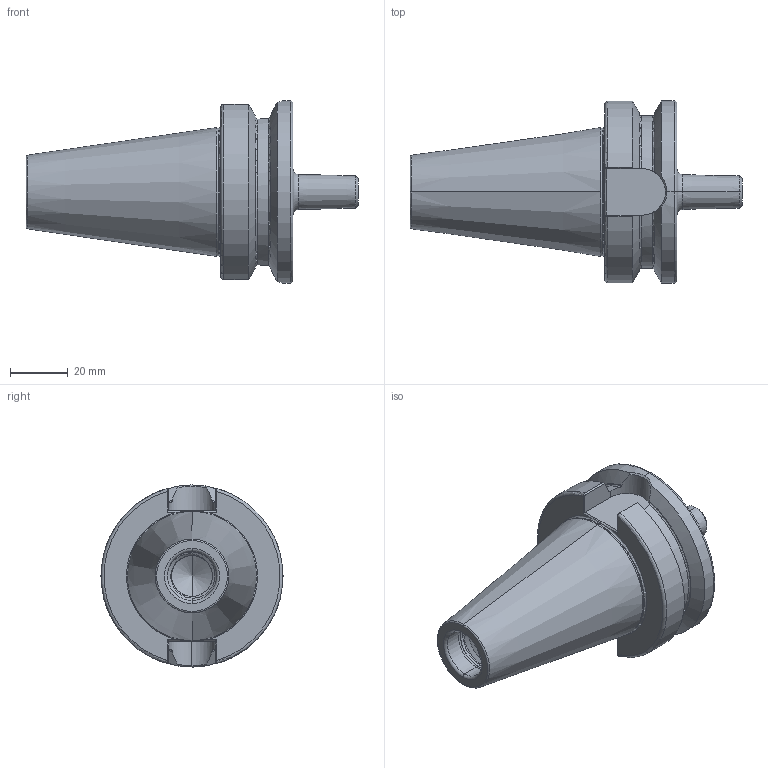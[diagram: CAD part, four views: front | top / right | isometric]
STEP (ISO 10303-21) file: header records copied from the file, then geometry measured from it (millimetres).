
FILE_DESCRIPTION (( 'STEP AP203' ), '1' );
FILE_NAME ('405.14.12.STEP', '2016-08-23T05:16:39', ( '' ), ( '' ), 'SwSTEP 2.0', 'SolidWorks 2012', '' );
FILE_SCHEMA (( 'CONFIG_CONTROL_DESIGN' ));
Length unit declared in the file: millimetre
Products named in the file (1): 405.14.12
Bounding box: 114.9 x 63 x 63 mm (x, y, z)
Volume: 128952.8 mm3; surface area: 21971.5 mm2
Topology: 1 solids, 1 shells, 120 faces, 304 edges, 185 vertices
Faces by surface type: cylinder 37, plane 28, cone 23, torus 22, bspline 10
Entity records: 7123 total; most frequent: CARTESIAN_POINT 4403, ORIENTED_EDGE 600, DIRECTION 505, EDGE_CURVE 300, AXIS2_PLACEMENT_3D 200, VERTEX_POINT 185, EDGE_LOOP 123, FACE_OUTER_BOUND 120
